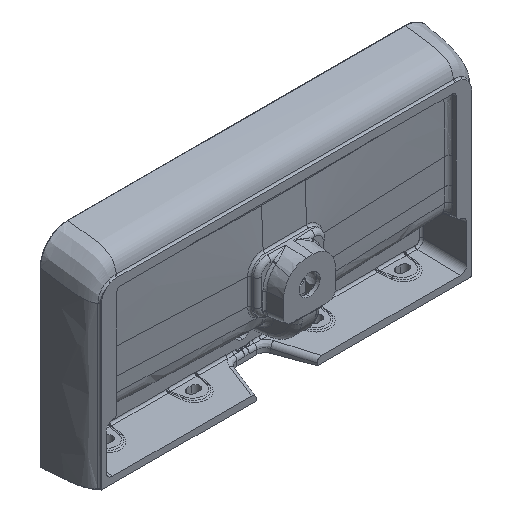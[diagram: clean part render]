
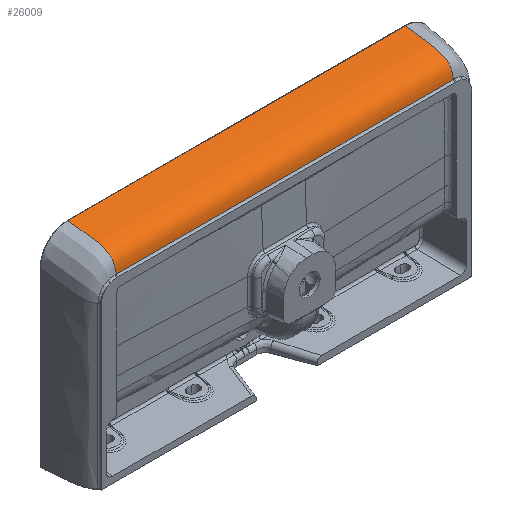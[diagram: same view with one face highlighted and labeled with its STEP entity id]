
A CAD part, isometric view. The second image highlights one B-rep face of the part: STEP entity #26009.
In plain terms, the highlighted free-form (B-spline) face has degree [3, 1] with [4, 2] control points.
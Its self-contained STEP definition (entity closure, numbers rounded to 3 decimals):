
#460 = CARTESIAN_POINT ( 'NONE',  ( 387., -5.72, 206.076 ) ) ;
#1007 = CARTESIAN_POINT ( 'NONE',  ( 387., 35.003, 228.665 ) ) ;
#1183 = CARTESIAN_POINT ( 'NONE',  ( 387., 47.895, 231.06 ) ) ;
#1196 = CARTESIAN_POINT ( 'NONE',  ( 387., 98.912, 236.904 ) ) ;
#1610 = CARTESIAN_POINT ( 'NONE',  ( -387., -12.089, 185.945 ) ) ;
#1787 = ORIENTED_EDGE ( 'NONE', *, *, #12447, .T. ) ;
#2326 = EDGE_CURVE ( 'NONE', #13431, #13001, #5924, .T. ) ;
#2451 = EDGE_LOOP ( 'NONE', ( #6565, #31180, #30131, #1787 ) ) ;
#3000 = CARTESIAN_POINT ( 'NONE',  ( 387., 65.213, 233.465 ) ) ;
#3181 = CARTESIAN_POINT ( 'NONE',  ( 387., -6.721, 204.133 ) ) ;
#3358 = CARTESIAN_POINT ( 'NONE',  ( 387., 26.496, 226.652 ) ) ;
#3584 = CARTESIAN_POINT ( 'NONE',  ( 387., -5.693, 219.372 ) ) ;
#3937 = CARTESIAN_POINT ( 'NONE',  ( -387., 98.912, 236.904 ) ) ;
#3969 = CARTESIAN_POINT ( 'NONE',  ( -387., 98.912, 236.904 ) ) ;
#5924 = LINE ( 'NONE', #25154, #14028 ) ;
#6565 = ORIENTED_EDGE ( 'NONE', *, *, #10131, .F. ) ;
#6623 = CARTESIAN_POINT ( 'NONE',  ( 387., 8.165, 219.645 ) ) ;
#7487 = B_SPLINE_SURFACE_WITH_KNOTS ( 'NONE', 3, 1, ( 
 ( #17194, #20120 ),
 ( #28476, #3584 ),
 ( #23030, #34116 ),
 ( #3937, #15015 ) ),
 .UNSPECIFIED., .F., .F., .F.,
 ( 4, 4 ),
 ( 2, 2 ),
 ( 0.039, 0.996 ),
 ( 0., 1. ),
 .UNSPECIFIED. ) ;
#8636 = DIRECTION ( 'NONE',  ( 1., 0., 0. ) ) ;
#9179 = CARTESIAN_POINT ( 'NONE',  ( 387., -4.603, 207.956 ) ) ;
#9187 = CARTESIAN_POINT ( 'NONE',  ( -387., -12.089, 185.946 ) ) ;
#9253 = B_SPLINE_CURVE_WITH_KNOTS ( 'NONE', 3,
 ( #16254, #13901, #24956, #30612, #27888, #3000, #14076, #1183, #34425, #1007, #20073, #3358, #22985, #33701, #14433, #12260, #22618, #6623, #26057, #14608, #25690, #25320, #23338, #34071, #9179, #460, #3181, #28792, #31520, #28064, #17696, #14791, #12089, #30787, #25877, #22797 ),
 .UNSPECIFIED., .F., .F.,
 ( 4, 1, 1, 1, 1, 1, 1, 1, 1, 1, 1, 1, 1, 1, 1, 1, 1, 1, 1, 1, 1, 1, 1, 1, 1, 1, 1, 1, 1, 1, 1, 1, 1, 4 ),
 ( 0.008, 0.062, 0.125, 0.187, 0.25, 0.313, 0.375, 0.437, 0.469, 0.5, 0.531, 0.563, 0.594, 0.625, 0.641, 0.656, 0.672, 0.687, 0.703, 0.719, 0.734, 0.75, 0.781, 0.797, 0.812, 0.828, 0.844, 0.859, 0.875, 0.891, 0.906, 0.922, 0.937, 0.964 ),
 .UNSPECIFIED. ) ;
#10131 = EDGE_CURVE ( 'NONE', #13431, #22950, #9253, .T. ) ;
#12089 = CARTESIAN_POINT ( 'NONE',  ( 387., -10.866, 191.716 ) ) ;
#12260 = CARTESIAN_POINT ( 'NONE',  ( 387., 12.064, 221.62 ) ) ;
#12447 = EDGE_CURVE ( 'NONE', #33636, #22950, #33527, .T. ) ;
#13001 = VERTEX_POINT ( 'NONE', #33079 ) ;
#13431 = VERTEX_POINT ( 'NONE', #1196 ) ;
#13901 = CARTESIAN_POINT ( 'NONE',  ( 387., 96.372, 236.681 ) ) ;
#14028 = VECTOR ( 'NONE', #19904, 1000. ) ;
#14076 = CARTESIAN_POINT ( 'NONE',  ( 387., 56.543, 232.342 ) ) ;
#14433 = CARTESIAN_POINT ( 'NONE',  ( 387., 14.735, 222.791 ) ) ;
#14608 = CARTESIAN_POINT ( 'NONE',  ( 387., 4.461, 217.325 ) ) ;
#14791 = CARTESIAN_POINT ( 'NONE',  ( 387., -10.342, 193.837 ) ) ;
#15015 = CARTESIAN_POINT ( 'NONE',  ( 387., 98.912, 236.904 ) ) ;
#15397 = CARTESIAN_POINT ( 'NONE',  ( -387., 4.801, 228.608 ) ) ;
#16254 = CARTESIAN_POINT ( 'NONE',  ( 387., 98.912, 236.904 ) ) ;
#17194 = CARTESIAN_POINT ( 'NONE',  ( -387., -12.206, 185.339 ) ) ;
#17378 = FACE_OUTER_BOUND ( 'NONE', #2451, .T. ) ;
#17696 = CARTESIAN_POINT ( 'NONE',  ( 387., -9.765, 195.946 ) ) ;
#19048 = EDGE_CURVE ( 'NONE', #13001, #33636, #25012, .T. ) ;
#19904 = DIRECTION ( 'NONE',  ( -1., 0., 0. ) ) ;
#20073 = CARTESIAN_POINT ( 'NONE',  ( 387., 30.737, 227.713 ) ) ;
#20120 = CARTESIAN_POINT ( 'NONE',  ( 387., -12.206, 185.339 ) ) ;
#22618 = CARTESIAN_POINT ( 'NONE',  ( 387., 10.094, 220.672 ) ) ;
#22797 = CARTESIAN_POINT ( 'NONE',  ( 387., -12.089, 185.945 ) ) ;
#22950 = VERTEX_POINT ( 'NONE', #30764 ) ;
#22985 = CARTESIAN_POINT ( 'NONE',  ( 387., 22.291, 225.455 ) ) ;
#23030 = CARTESIAN_POINT ( 'NONE',  ( -387., 4.236, 228.559 ) ) ;
#23338 = CARTESIAN_POINT ( 'NONE',  ( 387., -1.066, 212.59 ) ) ;
#24956 = CARTESIAN_POINT ( 'NONE',  ( 387., 90.93, 236.188 ) ) ;
#25012 = B_SPLINE_CURVE_WITH_KNOTS ( 'NONE', 3,
 ( #3969, #15397, #26484, #1610 ),
 .UNSPECIFIED., .F., .F.,
 ( 4, 4 ),
 ( 0.004, 0.955 ),
 .UNSPECIFIED. ) ;
#25154 = CARTESIAN_POINT ( 'NONE',  ( 387., 98.912, 236.904 ) ) ;
#25320 = CARTESIAN_POINT ( 'NONE',  ( 387., 1.036, 214.609 ) ) ;
#25690 = CARTESIAN_POINT ( 'NONE',  ( 387., 2.707, 216.02 ) ) ;
#25877 = CARTESIAN_POINT ( 'NONE',  ( 387., -11.853, 187.16 ) ) ;
#26009 = ADVANCED_FACE ( 'NONE', ( #17378 ), #7487, .F. ) ;
#26057 = CARTESIAN_POINT ( 'NONE',  ( 387., 6.285, 218.532 ) ) ;
#26484 = CARTESIAN_POINT ( 'NONE',  ( -387., -5.572, 219.482 ) ) ;
#27888 = CARTESIAN_POINT ( 'NONE',  ( 387., 73.897, 234.47 ) ) ;
#28064 = CARTESIAN_POINT ( 'NONE',  ( 387., -9.126, 198.036 ) ) ;
#28476 = CARTESIAN_POINT ( 'NONE',  ( -387., -5.693, 219.372 ) ) ;
#28792 = CARTESIAN_POINT ( 'NONE',  ( 387., -7.616, 202.138 ) ) ;
#30131 = ORIENTED_EDGE ( 'NONE', *, *, #19048, .T. ) ;
#30612 = CARTESIAN_POINT ( 'NONE',  ( 387., 82.591, 235.382 ) ) ;
#30764 = CARTESIAN_POINT ( 'NONE',  ( 387., -12.089, 185.945 ) ) ;
#30787 = CARTESIAN_POINT ( 'NONE',  ( 387., -11.46, 189.087 ) ) ;
#31180 = ORIENTED_EDGE ( 'NONE', *, *, #2326, .T. ) ;
#31520 = CARTESIAN_POINT ( 'NONE',  ( 387., -8.414, 200.103 ) ) ;
#32205 = VECTOR ( 'NONE', #8636, 1000. ) ;
#33079 = CARTESIAN_POINT ( 'NONE',  ( -387., 98.912, 236.904 ) ) ;
#33330 = CARTESIAN_POINT ( 'NONE',  ( -387., -12.089, 185.945 ) ) ;
#33527 = LINE ( 'NONE', #9187, #32205 ) ;
#33636 = VERTEX_POINT ( 'NONE', #33330 ) ;
#33701 = CARTESIAN_POINT ( 'NONE',  ( 387., 18.135, 224.096 ) ) ;
#34071 = CARTESIAN_POINT ( 'NONE',  ( 387., -2.956, 210.361 ) ) ;
#34116 = CARTESIAN_POINT ( 'NONE',  ( 387., 4.236, 228.559 ) ) ;
#34425 = CARTESIAN_POINT ( 'NONE',  ( 387., 40.717, 229.813 ) ) ;
